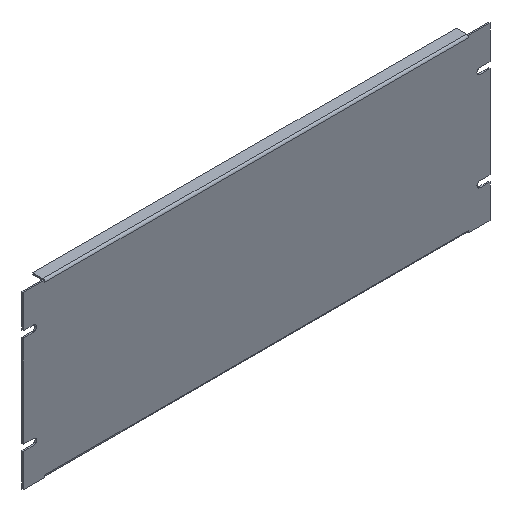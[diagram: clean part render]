
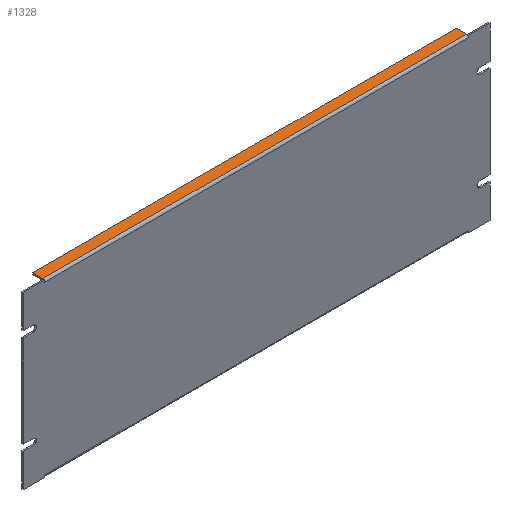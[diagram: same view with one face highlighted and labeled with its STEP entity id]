
A CAD part, isometric view. The second image highlights one B-rep face of the part: STEP entity #1328.
In plain terms, the highlighted planar face has unit normal (0, 0, 1).
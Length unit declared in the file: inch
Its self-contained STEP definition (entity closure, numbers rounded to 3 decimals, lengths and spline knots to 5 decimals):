
#30 = VECTOR ( 'NONE', #537, 39.37008 ) ;
#63 = EDGE_LOOP ( 'NONE', ( #351, #1000, #99, #1345 ) ) ;
#99 = ORIENTED_EDGE ( 'NONE', *, *, #1392, .T. ) ;
#151 = DIRECTION ( 'NONE',  ( 1., 0., 0. ) ) ;
#270 = LINE ( 'NONE', #304, #992 ) ;
#304 = CARTESIAN_POINT ( 'NONE',  ( 8.625, 0.04648, 3.484 ) ) ;
#349 = CARTESIAN_POINT ( 'NONE',  ( -8.625, 0.086, 3.484 ) ) ;
#351 = ORIENTED_EDGE ( 'NONE', *, *, #512, .F. ) ;
#357 = EDGE_CURVE ( 'NONE', #1396, #1420, #358, .T. ) ;
#358 = LINE ( 'NONE', #1293, #1108 ) ;
#408 = CARTESIAN_POINT ( 'NONE',  ( 8.625, 0.04648, 3.484 ) ) ;
#512 = EDGE_CURVE ( 'NONE', #1420, #820, #270, .T. ) ;
#537 = DIRECTION ( 'NONE',  ( 0., -1., 0. ) ) ;
#544 = CARTESIAN_POINT ( 'NONE',  ( -8.625, 0.04648, 3.484 ) ) ;
#636 = FACE_OUTER_BOUND ( 'NONE', #63, .T. ) ;
#643 = LINE ( 'NONE', #544, #30 ) ;
#745 = DIRECTION ( 'NONE',  ( -1., 0., 0. ) ) ;
#754 = AXIS2_PLACEMENT_3D ( 'NONE', #408, #876, #893 ) ;
#782 = CARTESIAN_POINT ( 'NONE',  ( -8.625, 0.5, 3.484 ) ) ;
#820 = VERTEX_POINT ( 'NONE', #962 ) ;
#827 = VERTEX_POINT ( 'NONE', #349 ) ;
#876 = DIRECTION ( 'NONE',  ( 0., 0., -1. ) ) ;
#893 = DIRECTION ( 'NONE',  ( 0., 1., 0. ) ) ;
#928 = EDGE_CURVE ( 'NONE', #820, #827, #985, .T. ) ;
#962 = CARTESIAN_POINT ( 'NONE',  ( 8.625, 0.086, 3.484 ) ) ;
#985 = LINE ( 'NONE', #994, #1382 ) ;
#992 = VECTOR ( 'NONE', #1233, 39.37008 ) ;
#994 = CARTESIAN_POINT ( 'NONE',  ( 8.625, 0.086, 3.484 ) ) ;
#1000 = ORIENTED_EDGE ( 'NONE', *, *, #357, .F. ) ;
#1108 = VECTOR ( 'NONE', #151, 39.37008 ) ;
#1109 = CARTESIAN_POINT ( 'NONE',  ( 8.625, 0.5, 3.484 ) ) ;
#1122 = PLANE ( 'NONE',  #754 ) ;
#1233 = DIRECTION ( 'NONE',  ( 0., -1., 0. ) ) ;
#1293 = CARTESIAN_POINT ( 'NONE',  ( 8.625, 0.5, 3.484 ) ) ;
#1328 = ADVANCED_FACE ( 'NONE', ( #636 ), #1122, .F. ) ;
#1345 = ORIENTED_EDGE ( 'NONE', *, *, #928, .F. ) ;
#1382 = VECTOR ( 'NONE', #745, 39.37008 ) ;
#1392 = EDGE_CURVE ( 'NONE', #1396, #827, #643, .T. ) ;
#1396 = VERTEX_POINT ( 'NONE', #782 ) ;
#1420 = VERTEX_POINT ( 'NONE', #1109 ) ;
